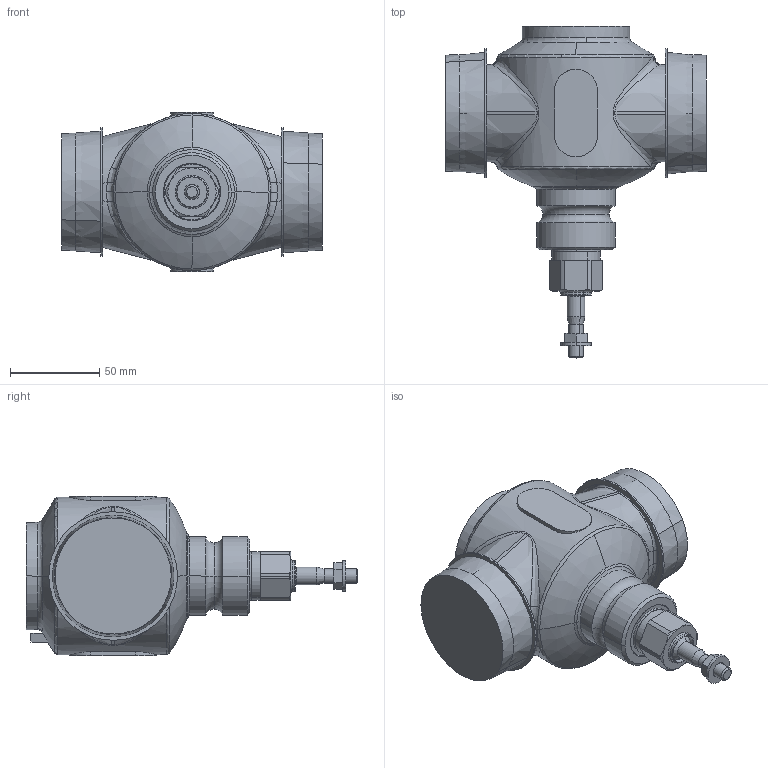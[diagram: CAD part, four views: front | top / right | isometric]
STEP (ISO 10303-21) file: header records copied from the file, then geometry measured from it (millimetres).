
FILE_DESCRIPTION(('CATIA V5 STEP Exchange'),'2;1');
FILE_NAME('6214s11.stp','2012-04-25T13:39:27+00:00',('none'),('none'),'CATIA Version 5 Release 20 SP 6 (IN-10)','CATIA V5 STEP AP203','none');
FILE_SCHEMA(('CONFIG_CONTROL_DESIGN'));
Length unit declared in the file: millimetre
Products named in the file (2): 6214s11; 954-1367s1
Assembly tree (16 placements, depth 3):
  6214s11
    #58
    954-1367s1
      #16329
      #18684  x2
      #18807  x2
      #19183
    #19365
    #19932
    #24673
    #25874
    #26403  x2
    #26664
    #27865
Bounding box: 146 x 185.74 x 89 mm (x, y, z)
Volume: 332928.9 mm3; surface area: 159908.3 mm2
Topology: 15 solids, 19 shells, 633 faces, 1443 edges, 862 vertices
Faces by surface type: cylinder 180, plane 141, bspline 122, cone 98, torus 92
Entity records: 27772 total; most frequent: CARTESIAN_POINT 15897, ORIENTED_EDGE 2758, DIRECTION 1698, EDGE_CURVE 1387, AXIS2_PLACEMENT_3D 915, VERTEX_POINT 830, EDGE_LOOP 647, ADVANCED_FACE 604
